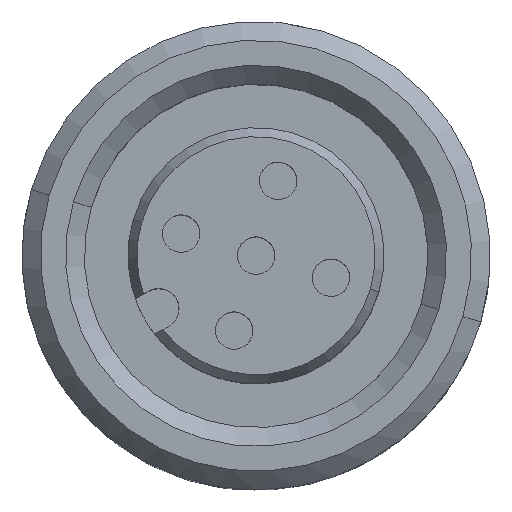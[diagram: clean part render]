
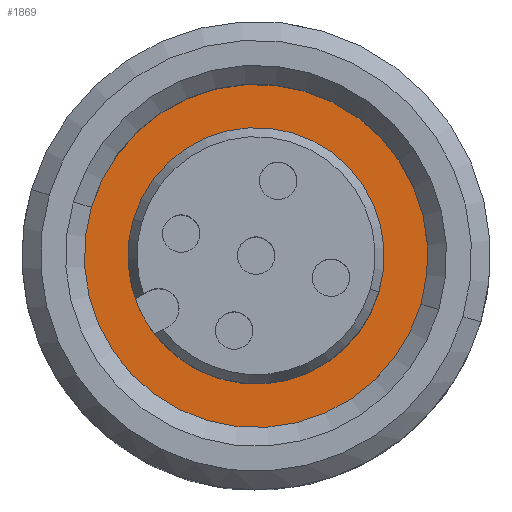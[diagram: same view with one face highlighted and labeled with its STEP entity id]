
A CAD part, top view. The second image highlights one B-rep face of the part: STEP entity #1869.
In plain terms, the highlighted planar face has unit normal (0, 0, 1).
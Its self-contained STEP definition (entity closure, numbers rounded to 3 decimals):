
#1831=AXIS2_PLACEMENT_3D('Plane Axis2P3D',#1828,#1829,#1830) ;
#1835=AXIS2_PLACEMENT_3D('Circle Axis2P3D',#1833,#1834,$) ;
#1844=AXIS2_PLACEMENT_3D('Circle Axis2P3D',#1842,#1843,$) ;
#1853=AXIS2_PLACEMENT_3D('Circle Axis2P3D',#1851,#1852,$) ;
#1862=AXIS2_PLACEMENT_3D('Circle Axis2P3D',#1860,#1861,$) ;
#1828=CARTESIAN_POINT('Axis2P3D Location',(12.105,6.146,37.2)) ;
#1833=CARTESIAN_POINT('Axis2P3D Location',(7.5,7.5,37.2)) ;
#1837=CARTESIAN_POINT('Vertex',(12.777,5.948,37.2)) ;
#1839=CARTESIAN_POINT('Vertex',(2.223,9.052,37.2)) ;
#1842=CARTESIAN_POINT('Axis2P3D Location',(7.5,7.5,37.2)) ;
#1851=CARTESIAN_POINT('Axis2P3D Location',(7.5,7.5,37.2)) ;
#1855=CARTESIAN_POINT('Vertex',(3.567,8.657,37.2)) ;
#1857=CARTESIAN_POINT('Vertex',(11.433,6.343,37.2)) ;
#1860=CARTESIAN_POINT('Axis2P3D Location',(7.5,7.5,37.2)) ;
#1829=DIRECTION('Axis2P3D Direction',(0.,0.,1.)) ;
#1830=DIRECTION('Axis2P3D XDirection',(0.282,0.959,0.)) ;
#1834=DIRECTION('Axis2P3D Direction',(0.,0.,1.)) ;
#1843=DIRECTION('Axis2P3D Direction',(0.,0.,1.)) ;
#1852=DIRECTION('Axis2P3D Direction',(0.,0.,1.)) ;
#1861=DIRECTION('Axis2P3D Direction',(0.,0.,1.)) ;
#1848=ORIENTED_EDGE('',*,*,#1841,.T.) ;
#1849=ORIENTED_EDGE('',*,*,#1846,.T.) ;
#1866=ORIENTED_EDGE('',*,*,#1859,.F.) ;
#1867=ORIENTED_EDGE('',*,*,#1864,.F.) ;
#1868=FACE_BOUND('',#1865,.T.) ;
#1869=ADVANCED_FACE('Hauptkoerper',(#1850,#1868),#1832,.T.) ;
#1836=CIRCLE('generated circle',#1835,5.5) ;
#1845=CIRCLE('generated circle',#1844,5.5) ;
#1854=CIRCLE('generated circle',#1853,4.1) ;
#1863=CIRCLE('generated circle',#1862,4.1) ;
#1841=EDGE_CURVE('',#1838,#1840,#1836,.T.) ;
#1846=EDGE_CURVE('',#1840,#1838,#1845,.T.) ;
#1859=EDGE_CURVE('',#1856,#1858,#1854,.T.) ;
#1864=EDGE_CURVE('',#1858,#1856,#1863,.T.) ;
#1847=EDGE_LOOP('',(#1848,#1849)) ;
#1865=EDGE_LOOP('',(#1866,#1867)) ;
#1850=FACE_OUTER_BOUND('',#1847,.T.) ;
#1832=PLANE('',#1831) ;
#1838=VERTEX_POINT('',#1837) ;
#1840=VERTEX_POINT('',#1839) ;
#1856=VERTEX_POINT('',#1855) ;
#1858=VERTEX_POINT('',#1857) ;
